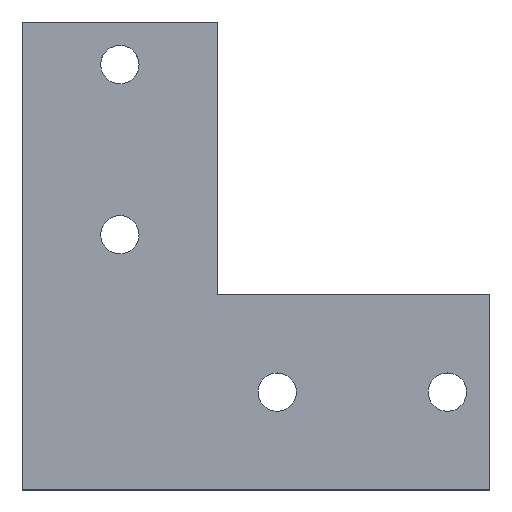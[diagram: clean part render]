
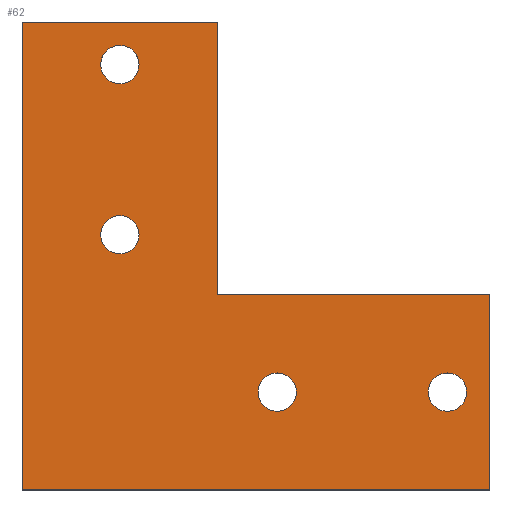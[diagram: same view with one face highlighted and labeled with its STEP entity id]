
A CAD part, top view. The second image highlights one B-rep face of the part: STEP entity #62.
In plain terms, the highlighted planar face has unit normal (0, 0, 1).
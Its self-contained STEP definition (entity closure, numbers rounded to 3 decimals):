
#2 = EDGE_CURVE ( 'NONE', #142, #387, #282, .T. ) ;
#3 = AXIS2_PLACEMENT_3D ( 'NONE', #47, #501, #50 ) ;
#4 = VERTEX_POINT ( 'NONE', #162 ) ;
#23 = EDGE_LOOP ( 'NONE', ( #379, #328 ) ) ;
#24 = DIRECTION ( 'NONE',  ( 0., 1., 0. ) ) ;
#26 = DIRECTION ( 'NONE',  ( 1., 0., 0. ) ) ;
#33 = CIRCLE ( 'NONE', #428, 4.5 ) ;
#45 = VERTEX_POINT ( 'NONE', #395 ) ;
#47 = CARTESIAN_POINT ( 'NONE',  ( 23., 60., 3. ) ) ;
#50 = DIRECTION ( 'NONE',  ( 1., 0., 0. ) ) ;
#53 = VERTEX_POINT ( 'NONE', #497 ) ;
#59 = DIRECTION ( 'NONE',  ( 0., -1., 0. ) ) ;
#60 = CIRCLE ( 'NONE', #92, 4.5 ) ;
#62 = ADVANCED_FACE ( 'NONE', ( #230, #220, #400, #532, #70 ), #526, .T. ) ;
#68 = DIRECTION ( 'NONE',  ( 0., 0., 1. ) ) ;
#69 = EDGE_LOOP ( 'NONE', ( #411, #568, #159, #87, #301, #285 ) ) ;
#70 = FACE_BOUND ( 'NONE', #97, .T. ) ;
#72 = DIRECTION ( 'NONE',  ( 0., 0., 1. ) ) ;
#74 = VECTOR ( 'NONE', #412, 1000. ) ;
#86 = CARTESIAN_POINT ( 'NONE',  ( 110., 46., 3. ) ) ;
#87 = ORIENTED_EDGE ( 'NONE', *, *, #2, .T. ) ;
#92 = AXIS2_PLACEMENT_3D ( 'NONE', #478, #68, #26 ) ;
#93 = EDGE_LOOP ( 'NONE', ( #392, #529 ) ) ;
#96 = EDGE_CURVE ( 'NONE', #489, #53, #421, .T. ) ;
#97 = EDGE_LOOP ( 'NONE', ( #345, #440 ) ) ;
#100 = LINE ( 'NONE', #240, #74 ) ;
#114 = VECTOR ( 'NONE', #59, 1000. ) ;
#129 = DIRECTION ( 'NONE',  ( 0., 0., 1. ) ) ;
#132 = EDGE_CURVE ( 'NONE', #208, #456, #281, .T. ) ;
#133 = AXIS2_PLACEMENT_3D ( 'NONE', #536, #197, #148 ) ;
#142 = VERTEX_POINT ( 'NONE', #255 ) ;
#145 = ORIENTED_EDGE ( 'NONE', *, *, #585, .F. ) ;
#148 = DIRECTION ( 'NONE',  ( 1., 0., 0. ) ) ;
#152 = DIRECTION ( 'NONE',  ( 1., 0., 0. ) ) ;
#159 = ORIENTED_EDGE ( 'NONE', *, *, #342, .T. ) ;
#162 = CARTESIAN_POINT ( 'NONE',  ( 27.5, 60., 3. ) ) ;
#174 = DIRECTION ( 'NONE',  ( 1., 0., 0. ) ) ;
#176 = EDGE_CURVE ( 'NONE', #458, #45, #320, .T. ) ;
#180 = AXIS2_PLACEMENT_3D ( 'NONE', #401, #357, #445 ) ;
#194 = DIRECTION ( 'NONE',  ( 1., 0., 0. ) ) ;
#197 = DIRECTION ( 'NONE',  ( 0., 0., 1. ) ) ;
#201 = EDGE_CURVE ( 'NONE', #394, #245, #310, .T. ) ;
#208 = VERTEX_POINT ( 'NONE', #217 ) ;
#217 = CARTESIAN_POINT ( 'NONE',  ( 18.5, 100., 3. ) ) ;
#219 = CARTESIAN_POINT ( 'NONE',  ( 0., 0., 3. ) ) ;
#220 = FACE_BOUND ( 'NONE', #454, .T. ) ;
#222 = CARTESIAN_POINT ( 'NONE',  ( 23., 60., 3. ) ) ;
#228 = CARTESIAN_POINT ( 'NONE',  ( 46., 46., 3. ) ) ;
#230 = FACE_BOUND ( 'NONE', #93, .T. ) ;
#238 = AXIS2_PLACEMENT_3D ( 'NONE', #358, #448, #174 ) ;
#240 = CARTESIAN_POINT ( 'NONE',  ( 0., 0., 3. ) ) ;
#245 = VERTEX_POINT ( 'NONE', #539 ) ;
#249 = EDGE_CURVE ( 'NONE', #519, #458, #581, .T. ) ;
#255 = CARTESIAN_POINT ( 'NONE',  ( 110., 0., 3. ) ) ;
#260 = ORIENTED_EDGE ( 'NONE', *, *, #132, .F. ) ;
#264 = EDGE_CURVE ( 'NONE', #4, #430, #555, .T. ) ;
#268 = EDGE_CURVE ( 'NONE', #387, #519, #449, .T. ) ;
#271 = DIRECTION ( 'NONE',  ( -1., 0., 0. ) ) ;
#273 = VECTOR ( 'NONE', #277, 1000. ) ;
#274 = EDGE_CURVE ( 'NONE', #53, #489, #291, .T. ) ;
#277 = DIRECTION ( 'NONE',  ( -1., 0., 0. ) ) ;
#281 = CIRCLE ( 'NONE', #238, 4.5 ) ;
#282 = LINE ( 'NONE', #437, #402 ) ;
#285 = ORIENTED_EDGE ( 'NONE', *, *, #249, .T. ) ;
#287 = EDGE_CURVE ( 'NONE', #430, #4, #523, .T. ) ;
#291 = CIRCLE ( 'NONE', #533, 4.5 ) ;
#296 = CARTESIAN_POINT ( 'NONE',  ( 27.5, 100., 3. ) ) ;
#301 = ORIENTED_EDGE ( 'NONE', *, *, #268, .T. ) ;
#302 = AXIS2_PLACEMENT_3D ( 'NONE', #222, #129, #404 ) ;
#310 = CIRCLE ( 'NONE', #180, 4.5 ) ;
#320 = LINE ( 'NONE', #588, #438 ) ;
#328 = ORIENTED_EDGE ( 'NONE', *, *, #264, .F. ) ;
#342 = EDGE_CURVE ( 'NONE', #596, #142, #100, .T. ) ;
#345 = ORIENTED_EDGE ( 'NONE', *, *, #201, .F. ) ;
#347 = CARTESIAN_POINT ( 'NONE',  ( 0., 110., 3. ) ) ;
#356 = DIRECTION ( 'NONE',  ( 0., 1., 0. ) ) ;
#357 = DIRECTION ( 'NONE',  ( 0., 0., 1. ) ) ;
#358 = CARTESIAN_POINT ( 'NONE',  ( 23., 100., 3. ) ) ;
#367 = CARTESIAN_POINT ( 'NONE',  ( 95.5, 23., 3. ) ) ;
#377 = VECTOR ( 'NONE', #24, 1000. ) ;
#379 = ORIENTED_EDGE ( 'NONE', *, *, #287, .F. ) ;
#381 = CARTESIAN_POINT ( 'NONE',  ( 23., 100., 3. ) ) ;
#384 = LINE ( 'NONE', #347, #114 ) ;
#387 = VERTEX_POINT ( 'NONE', #597 ) ;
#390 = CARTESIAN_POINT ( 'NONE',  ( 0., 0., 3. ) ) ;
#392 = ORIENTED_EDGE ( 'NONE', *, *, #96, .F. ) ;
#394 = VERTEX_POINT ( 'NONE', #367 ) ;
#395 = CARTESIAN_POINT ( 'NONE',  ( 0., 110., 3. ) ) ;
#400 = FACE_OUTER_BOUND ( 'NONE', #69, .T. ) ;
#401 = CARTESIAN_POINT ( 'NONE',  ( 100., 23., 3. ) ) ;
#402 = VECTOR ( 'NONE', #356, 1000. ) ;
#404 = DIRECTION ( 'NONE',  ( 1., 0., 0. ) ) ;
#411 = ORIENTED_EDGE ( 'NONE', *, *, #176, .T. ) ;
#412 = DIRECTION ( 'NONE',  ( 1., 0., 0. ) ) ;
#421 = CIRCLE ( 'NONE', #133, 4.5 ) ;
#427 = CARTESIAN_POINT ( 'NONE',  ( 46., 46., 3. ) ) ;
#428 = AXIS2_PLACEMENT_3D ( 'NONE', #381, #569, #194 ) ;
#430 = VERTEX_POINT ( 'NONE', #507 ) ;
#437 = CARTESIAN_POINT ( 'NONE',  ( 110., 0., 3. ) ) ;
#438 = VECTOR ( 'NONE', #271, 1000. ) ;
#440 = ORIENTED_EDGE ( 'NONE', *, *, #530, .F. ) ;
#445 = DIRECTION ( 'NONE',  ( 1., 0., 0. ) ) ;
#448 = DIRECTION ( 'NONE',  ( 0., 0., 1. ) ) ;
#449 = LINE ( 'NONE', #86, #273 ) ;
#454 = EDGE_LOOP ( 'NONE', ( #260, #145 ) ) ;
#455 = DIRECTION ( 'NONE',  ( 0., 0., 1. ) ) ;
#456 = VERTEX_POINT ( 'NONE', #296 ) ;
#458 = VERTEX_POINT ( 'NONE', #573 ) ;
#478 = CARTESIAN_POINT ( 'NONE',  ( 100., 23., 3. ) ) ;
#489 = VERTEX_POINT ( 'NONE', #567 ) ;
#497 = CARTESIAN_POINT ( 'NONE',  ( 64.5, 23., 3. ) ) ;
#501 = DIRECTION ( 'NONE',  ( 0., 0., 1. ) ) ;
#504 = AXIS2_PLACEMENT_3D ( 'NONE', #390, #72, #152 ) ;
#507 = CARTESIAN_POINT ( 'NONE',  ( 18.5, 60., 3. ) ) ;
#508 = EDGE_CURVE ( 'NONE', #45, #596, #384, .T. ) ;
#519 = VERTEX_POINT ( 'NONE', #427 ) ;
#523 = CIRCLE ( 'NONE', #3, 4.5 ) ;
#526 = PLANE ( 'NONE',  #504 ) ;
#529 = ORIENTED_EDGE ( 'NONE', *, *, #274, .F. ) ;
#530 = EDGE_CURVE ( 'NONE', #245, #394, #60, .T. ) ;
#532 = FACE_BOUND ( 'NONE', #23, .T. ) ;
#533 = AXIS2_PLACEMENT_3D ( 'NONE', #592, #455, #571 ) ;
#536 = CARTESIAN_POINT ( 'NONE',  ( 60., 23., 3. ) ) ;
#539 = CARTESIAN_POINT ( 'NONE',  ( 104.5, 23., 3. ) ) ;
#555 = CIRCLE ( 'NONE', #302, 4.5 ) ;
#567 = CARTESIAN_POINT ( 'NONE',  ( 55.5, 23., 3. ) ) ;
#568 = ORIENTED_EDGE ( 'NONE', *, *, #508, .T. ) ;
#569 = DIRECTION ( 'NONE',  ( 0., 0., 1. ) ) ;
#571 = DIRECTION ( 'NONE',  ( 1., 0., 0. ) ) ;
#573 = CARTESIAN_POINT ( 'NONE',  ( 46., 110., 3. ) ) ;
#581 = LINE ( 'NONE', #228, #377 ) ;
#585 = EDGE_CURVE ( 'NONE', #456, #208, #33, .T. ) ;
#588 = CARTESIAN_POINT ( 'NONE',  ( 46., 110., 3. ) ) ;
#592 = CARTESIAN_POINT ( 'NONE',  ( 60., 23., 3. ) ) ;
#596 = VERTEX_POINT ( 'NONE', #219 ) ;
#597 = CARTESIAN_POINT ( 'NONE',  ( 110., 46., 3. ) ) ;
